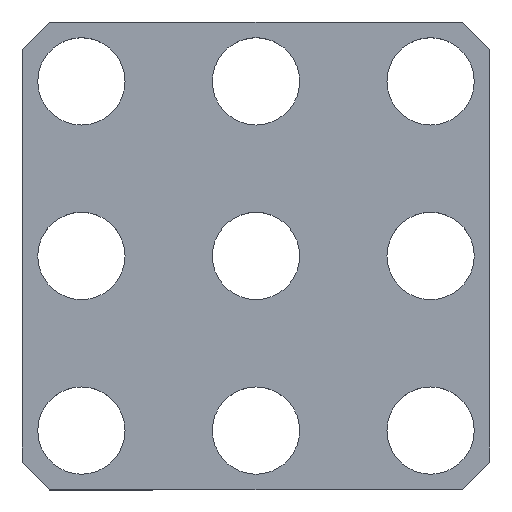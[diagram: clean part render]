
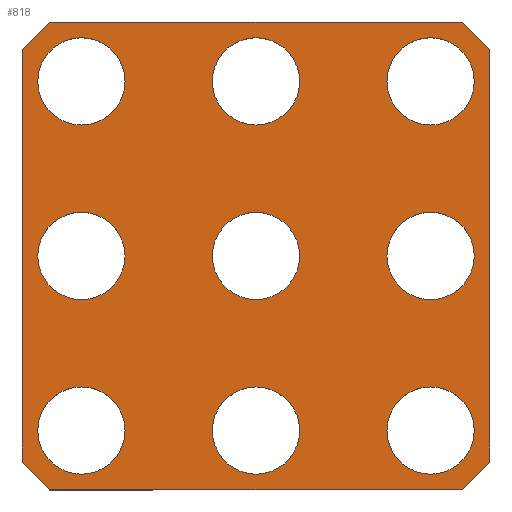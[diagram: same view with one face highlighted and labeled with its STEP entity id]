
A CAD part, top view. The second image highlights one B-rep face of the part: STEP entity #818.
In plain terms, the highlighted planar face has unit normal (0, 0, 1).
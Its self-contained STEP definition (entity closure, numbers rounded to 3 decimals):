
#81=CARTESIAN_POINT('',(31.25,25.,2.5));
#82=VERTEX_POINT('',#81);
#83=CARTESIAN_POINT('',(25.,25.,2.5));
#84=DIRECTION('',(0.0,0.0,-1.0));
#85=DIRECTION('',(1.0,0.0,0.0));
#86=AXIS2_PLACEMENT_3D('',#83,#84,#85);
#87=CIRCLE('',#86,6.25);
#88=EDGE_CURVE('',#82,#82,#87,.T.);
#130=CARTESIAN_POINT('',(6.25,25.,2.5));
#131=VERTEX_POINT('',#130);
#132=CARTESIAN_POINT('',(0.,25.,2.5));
#133=DIRECTION('',(0.0,0.0,-1.0));
#134=DIRECTION('',(1.0,0.0,0.0));
#135=AXIS2_PLACEMENT_3D('',#132,#133,#134);
#136=CIRCLE('',#135,6.25);
#137=EDGE_CURVE('',#131,#131,#136,.T.);
#179=CARTESIAN_POINT('',(-18.75,25.,2.5));
#180=VERTEX_POINT('',#179);
#181=CARTESIAN_POINT('',(-25.,25.,2.5));
#182=DIRECTION('',(0.0,0.0,-1.0));
#183=DIRECTION('',(1.0,0.0,0.0));
#184=AXIS2_PLACEMENT_3D('',#181,#182,#183);
#185=CIRCLE('',#184,6.25);
#186=EDGE_CURVE('',#180,#180,#185,.T.);
#228=CARTESIAN_POINT('',(31.25,0.,2.5));
#229=VERTEX_POINT('',#228);
#230=CARTESIAN_POINT('',(25.,0.,2.5));
#231=DIRECTION('',(0.0,0.0,-1.0));
#232=DIRECTION('',(1.0,0.0,0.0));
#233=AXIS2_PLACEMENT_3D('',#230,#231,#232);
#234=CIRCLE('',#233,6.25);
#235=EDGE_CURVE('',#229,#229,#234,.T.);
#277=CARTESIAN_POINT('',(6.25,0.,2.5));
#278=VERTEX_POINT('',#277);
#279=CARTESIAN_POINT('',(0.,0.,2.5));
#280=DIRECTION('',(0.0,0.0,-1.0));
#281=DIRECTION('',(1.0,0.0,0.0));
#282=AXIS2_PLACEMENT_3D('',#279,#280,#281);
#283=CIRCLE('',#282,6.25);
#284=EDGE_CURVE('',#278,#278,#283,.T.);
#326=CARTESIAN_POINT('',(-18.75,0.,2.5));
#327=VERTEX_POINT('',#326);
#328=CARTESIAN_POINT('',(-25.,0.,2.5));
#329=DIRECTION('',(0.0,0.0,-1.0));
#330=DIRECTION('',(1.0,0.0,0.0));
#331=AXIS2_PLACEMENT_3D('',#328,#329,#330);
#332=CIRCLE('',#331,6.25);
#333=EDGE_CURVE('',#327,#327,#332,.T.);
#375=CARTESIAN_POINT('',(31.25,-25.,2.5));
#376=VERTEX_POINT('',#375);
#377=CARTESIAN_POINT('',(25.,-25.,2.5));
#378=DIRECTION('',(0.0,0.0,-1.0));
#379=DIRECTION('',(1.0,0.0,0.0));
#380=AXIS2_PLACEMENT_3D('',#377,#378,#379);
#381=CIRCLE('',#380,6.25);
#382=EDGE_CURVE('',#376,#376,#381,.T.);
#424=CARTESIAN_POINT('',(6.25,-25.,2.5));
#425=VERTEX_POINT('',#424);
#426=CARTESIAN_POINT('',(0.,-25.,2.5));
#427=DIRECTION('',(0.0,0.0,-1.0));
#428=DIRECTION('',(1.0,0.0,0.0));
#429=AXIS2_PLACEMENT_3D('',#426,#427,#428);
#430=CIRCLE('',#429,6.25);
#431=EDGE_CURVE('',#425,#425,#430,.T.);
#441=CARTESIAN_POINT('',(-33.5,29.5,2.5));
#442=VERTEX_POINT('',#441);
#443=CARTESIAN_POINT('',(-29.5,33.5,2.5));
#444=VERTEX_POINT('',#443);
#445=CARTESIAN_POINT('',(-33.5,29.5,2.5));
#446=DIRECTION('',(0.707,0.707,0.0));
#447=VECTOR('',#446,5.657);
#448=LINE('',#445,#447);
#449=EDGE_CURVE('',#442,#444,#448,.T.);
#580=CARTESIAN_POINT('',(29.5,33.5,2.5));
#581=VERTEX_POINT('',#580);
#582=CARTESIAN_POINT('',(-29.5,33.5,2.5));
#583=DIRECTION('',(1.0,0.0,0.0));
#584=VECTOR('',#583,59.);
#585=LINE('',#582,#584);
#586=EDGE_CURVE('',#444,#581,#585,.T.);
#605=CARTESIAN_POINT('',(33.5,29.5,2.5));
#606=VERTEX_POINT('',#605);
#607=CARTESIAN_POINT('',(29.5,33.5,2.5));
#608=DIRECTION('',(0.707,-0.707,0.0));
#609=VECTOR('',#608,5.657);
#610=LINE('',#607,#609);
#611=EDGE_CURVE('',#581,#606,#610,.T.);
#628=CARTESIAN_POINT('',(33.5,-29.5,2.5));
#629=VERTEX_POINT('',#628);
#636=CARTESIAN_POINT('',(29.5,-33.5,2.5));
#637=VERTEX_POINT('',#636);
#638=CARTESIAN_POINT('',(33.5,-29.5,2.5));
#639=DIRECTION('',(-0.707,-0.707,0.0));
#640=VECTOR('',#639,5.657);
#641=LINE('',#638,#640);
#642=EDGE_CURVE('',#629,#637,#641,.T.);
#659=CARTESIAN_POINT('',(-29.5,-33.5,2.5));
#660=VERTEX_POINT('',#659);
#661=CARTESIAN_POINT('',(29.5,-33.5,2.5));
#662=DIRECTION('',(-1.0,0.0,0.0));
#663=VECTOR('',#662,59.);
#664=LINE('',#661,#663);
#665=EDGE_CURVE('',#637,#660,#664,.T.);
#684=CARTESIAN_POINT('',(-33.5,-29.5,2.5));
#685=VERTEX_POINT('',#684);
#686=CARTESIAN_POINT('',(-29.5,-33.5,2.5));
#687=DIRECTION('',(-0.707,0.707,0.0));
#688=VECTOR('',#687,5.657);
#689=LINE('',#686,#688);
#690=EDGE_CURVE('',#660,#685,#689,.T.);
#730=CARTESIAN_POINT('',(-18.75,-25.0,2.5));
#731=VERTEX_POINT('',#730);
#732=CARTESIAN_POINT('',(-25.,-25.0,2.5));
#733=DIRECTION('',(0.0,0.0,-1.0));
#734=DIRECTION('',(1.0,0.0,0.0));
#735=AXIS2_PLACEMENT_3D('',#732,#733,#734);
#736=CIRCLE('',#735,6.25);
#737=EDGE_CURVE('',#731,#731,#736,.T.);
#748=CARTESIAN_POINT('',(33.5,29.5,2.5));
#749=DIRECTION('',(0.0,-1.0,0.0));
#750=VECTOR('',#749,59.);
#751=LINE('',#748,#750);
#752=EDGE_CURVE('',#606,#629,#751,.T.);
#767=CARTESIAN_POINT('',(-33.5,-29.5,2.5));
#768=DIRECTION('',(0.0,1.0,0.0));
#769=VECTOR('',#768,59.);
#770=LINE('',#767,#769);
#771=EDGE_CURVE('',#685,#442,#770,.T.);
#776=CARTESIAN_POINT('',(0.,0.,2.5));
#777=DIRECTION('',(0.0,0.0,1.0));
#778=DIRECTION('',(1.0,0.0,0.0));
#779=AXIS2_PLACEMENT_3D('',#776,#777,#778);
#780=PLANE('',#779);
#781=ORIENTED_EDGE('',*,*,#449,.F.);
#782=ORIENTED_EDGE('',*,*,#771,.F.);
#783=ORIENTED_EDGE('',*,*,#690,.F.);
#784=ORIENTED_EDGE('',*,*,#665,.F.);
#785=ORIENTED_EDGE('',*,*,#642,.F.);
#786=ORIENTED_EDGE('',*,*,#752,.F.);
#787=ORIENTED_EDGE('',*,*,#611,.F.);
#788=ORIENTED_EDGE('',*,*,#586,.F.);
#789=EDGE_LOOP('',(#781,#782,#783,#784,#785,#786,#787,#788));
#790=FACE_OUTER_BOUND('',#789,.T.);
#791=ORIENTED_EDGE('',*,*,#88,.T.);
#792=EDGE_LOOP('',(#791));
#793=FACE_BOUND('',#792,.T.);
#794=ORIENTED_EDGE('',*,*,#137,.T.);
#795=EDGE_LOOP('',(#794));
#796=FACE_BOUND('',#795,.T.);
#797=ORIENTED_EDGE('',*,*,#186,.T.);
#798=EDGE_LOOP('',(#797));
#799=FACE_BOUND('',#798,.T.);
#800=ORIENTED_EDGE('',*,*,#235,.T.);
#801=EDGE_LOOP('',(#800));
#802=FACE_BOUND('',#801,.T.);
#803=ORIENTED_EDGE('',*,*,#284,.T.);
#804=EDGE_LOOP('',(#803));
#805=FACE_BOUND('',#804,.T.);
#806=ORIENTED_EDGE('',*,*,#333,.T.);
#807=EDGE_LOOP('',(#806));
#808=FACE_BOUND('',#807,.T.);
#809=ORIENTED_EDGE('',*,*,#382,.T.);
#810=EDGE_LOOP('',(#809));
#811=FACE_BOUND('',#810,.T.);
#812=ORIENTED_EDGE('',*,*,#431,.T.);
#813=EDGE_LOOP('',(#812));
#814=FACE_BOUND('',#813,.T.);
#815=ORIENTED_EDGE('',*,*,#737,.T.);
#816=EDGE_LOOP('',(#815));
#817=FACE_BOUND('',#816,.T.);
#818=ADVANCED_FACE('',(#790,#793,#796,#799,#802,#805,#808,#811,#814,#817),#780,.T.);
